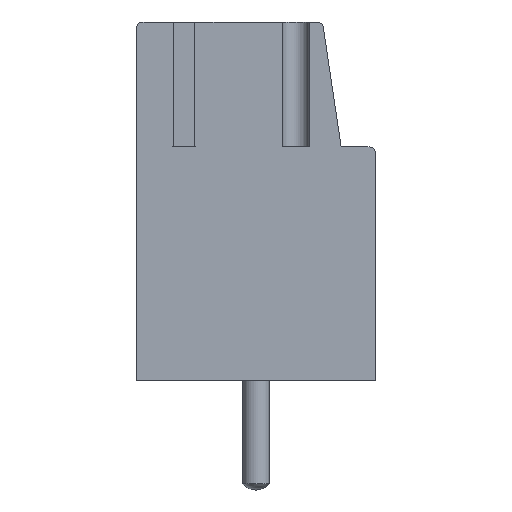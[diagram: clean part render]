
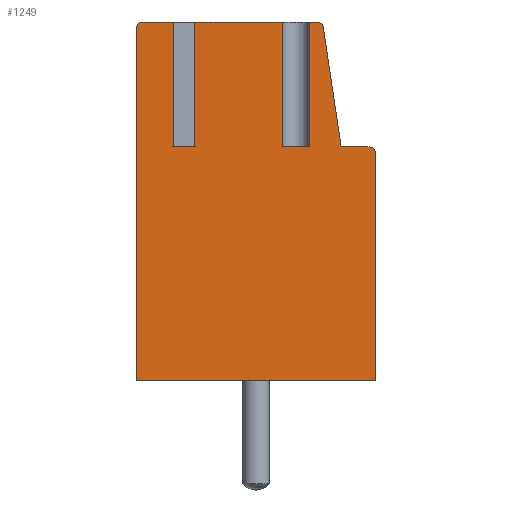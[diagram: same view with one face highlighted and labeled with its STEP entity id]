
A CAD part, left-side view. The second image highlights one B-rep face of the part: STEP entity #1249.
In plain terms, the highlighted planar face has unit normal (-1, 0, 0).
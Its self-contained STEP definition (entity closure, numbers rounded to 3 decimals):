
#1249=ADVANCED_FACE('',(#4124),#4126,.T.);
#4124=FACE_BOUND('',#4125,.T.);
#4125=EDGE_LOOP('',(#6578,#6579,#6580,#6581,#6582,#6583,#6584,#6585,#6586,#6587,
#6588,#6589,#6590,#6591,#6592,#6593,#6594));
#4126=PLANE('',#4127);
#4127=AXIS2_PLACEMENT_3D('',#4128,#4129,#4130);
#4128=CARTESIAN_POINT('',(-2.5,0.,0.));
#4129=DIRECTION('',(-1.,0.,0.));
#4130=DIRECTION('',(0.,0.,-1.));
#6578=ORIENTED_EDGE('',*,*,#8095,.T.);
#6579=ORIENTED_EDGE('',*,*,#7904,.T.);
#6580=ORIENTED_EDGE('',*,*,#8094,.T.);
#6581=ORIENTED_EDGE('',*,*,#8096,.T.);
#6582=ORIENTED_EDGE('',*,*,#8097,.T.);
#6583=ORIENTED_EDGE('',*,*,#8001,.T.);
#6584=ORIENTED_EDGE('',*,*,#8098,.T.);
#6585=ORIENTED_EDGE('',*,*,#8099,.T.);
#6586=ORIENTED_EDGE('',*,*,#8100,.T.);
#6587=ORIENTED_EDGE('',*,*,#8101,.T.);
#6588=ORIENTED_EDGE('',*,*,#7910,.T.);
#6589=ORIENTED_EDGE('',*,*,#8102,.T.);
#6590=ORIENTED_EDGE('',*,*,#8103,.T.);
#6591=ORIENTED_EDGE('',*,*,#8104,.T.);
#6592=ORIENTED_EDGE('',*,*,#7908,.T.);
#6593=ORIENTED_EDGE('',*,*,#8105,.T.);
#6594=ORIENTED_EDGE('',*,*,#8106,.T.);
#7904=EDGE_CURVE('',#8869,#8867,#8870,.T.);
#7908=EDGE_CURVE('',#8877,#8875,#8878,.T.);
#7910=EDGE_CURVE('',#8881,#8879,#8882,.T.);
#8001=EDGE_CURVE('',#9047,#9045,#9048,.T.);
#8094=EDGE_CURVE('',#8867,#9200,#9202,.T.);
#8095=EDGE_CURVE('',#9203,#8869,#9204,.F.);
#8096=EDGE_CURVE('',#9200,#9205,#9206,.T.);
#8097=EDGE_CURVE('',#9205,#9047,#9207,.T.);
#8098=EDGE_CURVE('',#9045,#9208,#9209,.T.);
#8099=EDGE_CURVE('',#9208,#9210,#9211,.T.);
#8100=EDGE_CURVE('',#9210,#9212,#9213,.T.);
#8101=EDGE_CURVE('',#9212,#8881,#9214,.T.);
#8102=EDGE_CURVE('',#8879,#9215,#9216,.F.);
#8103=EDGE_CURVE('',#9215,#9217,#9218,.T.);
#8104=EDGE_CURVE('',#9217,#8877,#9219,.T.);
#8105=EDGE_CURVE('',#8875,#9220,#9221,.F.);
#8106=EDGE_CURVE('',#9220,#9203,#9222,.T.);
#8867=VERTEX_POINT('',#10516);
#8869=VERTEX_POINT('',#10520);
#8870=LINE('',#10521,#10522);
#8875=VERTEX_POINT('',#10532);
#8877=VERTEX_POINT('',#10536);
#8878=LINE('',#10537,#10538);
#8879=VERTEX_POINT('',#10540);
#8881=VERTEX_POINT('',#10545);
#8882=LINE('',#10546,#10547);
#9045=VERTEX_POINT('',#10909);
#9047=VERTEX_POINT('',#10913);
#9048=LINE('',#10914,#10915);
#9200=VERTEX_POINT('',#11263);
#9202=CIRCLE('',#11267,0.25);
#9203=VERTEX_POINT('',#11271);
#9204=LINE('',#11272,#11273);
#9205=VERTEX_POINT('',#11275);
#9206=LINE('',#11276,#11277);
#9207=LINE('',#11279,#11280);
#9208=VERTEX_POINT('',#11282);
#9209=CIRCLE('',#11283,0.25);
#9210=VERTEX_POINT('',#11287);
#9211=LINE('',#11288,#11289);
#9212=VERTEX_POINT('',#11291);
#9213=LINE('',#11292,#11293);
#9214=CIRCLE('',#11295,0.25);
#9215=VERTEX_POINT('',#11299);
#9216=LINE('',#11300,#11301);
#9217=VERTEX_POINT('',#11303);
#9218=LINE('',#11304,#11305);
#9219=LINE('',#11307,#11308);
#9220=VERTEX_POINT('',#11310);
#9221=LINE('',#11311,#11312);
#9222=LINE('',#11314,#11315);
#10516=CARTESIAN_POINT('',(-2.5,4.25,13.5));
#10520=CARTESIAN_POINT('',(-2.5,3.1,13.5));
#10521=CARTESIAN_POINT('',(-2.5,3.1,13.5));
#10522=VECTOR('',#10523,1.);
#10523=DIRECTION('',(0.,1.,0.));
#10532=CARTESIAN_POINT('',(-2.5,2.3,13.5));
#10536=CARTESIAN_POINT('',(-2.5,-1.,13.5));
#10537=CARTESIAN_POINT('',(-2.5,-1.,13.5));
#10538=VECTOR('',#10539,1.);
#10539=DIRECTION('',(0.,1.,0.));
#10540=CARTESIAN_POINT('',(-2.5,-2.,13.5));
#10545=CARTESIAN_POINT('',(-2.5,-2.284,13.5));
#10546=CARTESIAN_POINT('',(-2.5,-2.284,13.5));
#10547=VECTOR('',#10548,1.);
#10548=DIRECTION('',(0.,1.,0.));
#10909=CARTESIAN_POINT('',(-2.5,-4.5,8.55));
#10913=CARTESIAN_POINT('',(-2.5,-4.5,0.));
#10914=CARTESIAN_POINT('',(-2.5,-4.5,0.));
#10915=VECTOR('',#10916,1.);
#10916=DIRECTION('',(0.,0.,1.));
#11263=CARTESIAN_POINT('',(-2.5,4.5,13.25));
#11267=AXIS2_PLACEMENT_3D('',#11268,#11269,#11270);
#11268=CARTESIAN_POINT('',(-2.5,4.25,13.25));
#11269=DIRECTION('',(-1.,-0.,-0.));
#11270=DIRECTION('',(0.,0.,1.));
#11271=CARTESIAN_POINT('',(-2.5,3.1,8.8));
#11272=CARTESIAN_POINT('',(-2.5,3.1,13.5));
#11273=VECTOR('',#11274,1.);
#11274=DIRECTION('',(0.,0.,-1.));
#11275=CARTESIAN_POINT('',(-2.5,4.5,0.));
#11276=CARTESIAN_POINT('',(-2.5,4.5,13.25));
#11277=VECTOR('',#11278,1.);
#11278=DIRECTION('',(0.,0.,-1.));
#11279=CARTESIAN_POINT('',(-2.5,4.5,0.));
#11280=VECTOR('',#11281,1.);
#11281=DIRECTION('',(0.,-1.,0.));
#11282=CARTESIAN_POINT('',(-2.5,-4.25,8.8));
#11283=AXIS2_PLACEMENT_3D('',#11284,#11285,#11286);
#11284=CARTESIAN_POINT('',(-2.5,-4.25,8.55));
#11285=DIRECTION('',(-1.,-0.,-0.));
#11286=DIRECTION('',(0.,-1.,0.));
#11287=CARTESIAN_POINT('',(-2.5,-3.2,8.8));
#11288=CARTESIAN_POINT('',(-2.5,-4.25,8.8));
#11289=VECTOR('',#11290,1.);
#11290=DIRECTION('',(0.,1.,0.));
#11291=CARTESIAN_POINT('',(-2.5,-2.532,13.287));
#11292=CARTESIAN_POINT('',(-2.5,-3.2,8.8));
#11293=VECTOR('',#11294,1.);
#11294=DIRECTION('',(0.,0.147,0.989));
#11295=AXIS2_PLACEMENT_3D('',#11296,#11297,#11298);
#11296=CARTESIAN_POINT('',(-2.5,-2.284,13.25));
#11297=DIRECTION('',(-1.,-0.,-0.));
#11298=DIRECTION('',(0.,-0.989,0.147));
#11299=CARTESIAN_POINT('',(-2.5,-2.,8.8));
#11300=CARTESIAN_POINT('',(-2.5,-2.,8.8));
#11301=VECTOR('',#11302,1.);
#11302=DIRECTION('',(0.,0.,1.));
#11303=CARTESIAN_POINT('',(-2.5,-1.,8.8));
#11304=CARTESIAN_POINT('',(-2.5,-2.,8.8));
#11305=VECTOR('',#11306,1.);
#11306=DIRECTION('',(0.,1.,0.));
#11307=CARTESIAN_POINT('',(-2.5,-1.,8.8));
#11308=VECTOR('',#11309,1.);
#11309=DIRECTION('',(0.,0.,1.));
#11310=CARTESIAN_POINT('',(-2.5,2.3,8.8));
#11311=CARTESIAN_POINT('',(-2.5,2.3,8.8));
#11312=VECTOR('',#11313,1.);
#11313=DIRECTION('',(0.,0.,1.));
#11314=CARTESIAN_POINT('',(-2.5,2.3,8.8));
#11315=VECTOR('',#11316,1.);
#11316=DIRECTION('',(0.,1.,0.));
